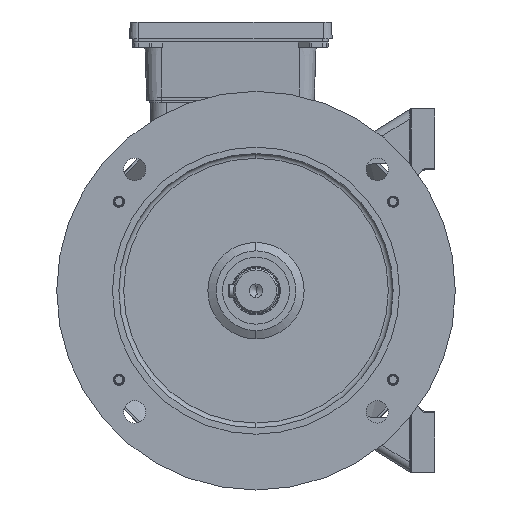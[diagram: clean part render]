
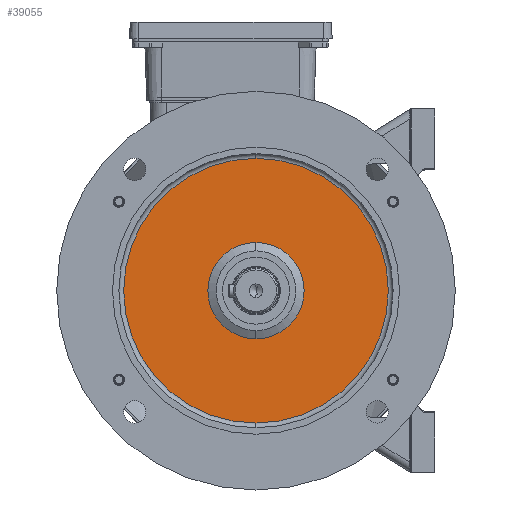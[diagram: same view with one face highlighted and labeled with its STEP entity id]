
A CAD part, left-side view. The second image highlights one B-rep face of the part: STEP entity #39055.
In plain terms, the highlighted planar face has unit normal (-1, 0, 0).
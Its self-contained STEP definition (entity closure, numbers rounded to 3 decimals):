
#1577 = ORIENTED_EDGE ( 'NONE', *, *, #36997, .F. ) ;
#7012 = VERTEX_POINT ( 'NONE', #51306 ) ;
#16404 = DIRECTION ( 'NONE',  ( 0., 0., -1. ) ) ;
#22985 = DIRECTION ( 'NONE',  ( -1., 0., 0. ) ) ;
#25888 = ORIENTED_EDGE ( 'NONE', *, *, #70816, .T. ) ;
#29761 = DIRECTION ( 'NONE',  ( -1., 0., 0. ) ) ;
#32470 = CARTESIAN_POINT ( 'NONE',  ( 12., 0., 0. ) ) ;
#33242 = EDGE_LOOP ( 'NONE', ( #43596, #1577 ) ) ;
#34256 = CARTESIAN_POINT ( 'NONE',  ( 12., 0., -30.196 ) ) ;
#36997 = EDGE_CURVE ( 'NONE', #90733, #43179, #59081, .T. ) ;
#38805 = EDGE_CURVE ( 'NONE', #43179, #90733, #49581, .T. ) ;
#39055 = ADVANCED_FACE ( 'NONE', ( #117601, #73100 ), #70668, .F. ) ;
#43179 = VERTEX_POINT ( 'NONE', #34256 ) ;
#43596 = ORIENTED_EDGE ( 'NONE', *, *, #38805, .F. ) ;
#45362 = DIRECTION ( 'NONE',  ( -1., 0., 0. ) ) ;
#49581 = CIRCLE ( 'NONE', #117739, 30.196 ) ;
#51306 = CARTESIAN_POINT ( 'NONE',  ( 12., 0., -83. ) ) ;
#51624 = CARTESIAN_POINT ( 'NONE',  ( 12., 0., 0. ) ) ;
#52212 = DIRECTION ( 'NONE',  ( 0., 0., 1. ) ) ;
#55984 = DIRECTION ( 'NONE',  ( 0., 0., 1. ) ) ;
#56052 = ORIENTED_EDGE ( 'NONE', *, *, #118715, .T. ) ;
#56920 = CARTESIAN_POINT ( 'NONE',  ( 12., 0., 0. ) ) ;
#59081 = CIRCLE ( 'NONE', #117490, 30.196 ) ;
#59769 = AXIS2_PLACEMENT_3D ( 'NONE', #32470, #105679, #87975 ) ;
#65747 = CARTESIAN_POINT ( 'NONE',  ( 12., 0., 0. ) ) ;
#70668 = PLANE ( 'NONE',  #82804 ) ;
#70816 = EDGE_CURVE ( 'NONE', #7012, #99187, #118058, .T. ) ;
#73100 = FACE_OUTER_BOUND ( 'NONE', #110941, .T. ) ;
#79147 = AXIS2_PLACEMENT_3D ( 'NONE', #51624, #22985, #52212 ) ;
#79267 = CARTESIAN_POINT ( 'NONE',  ( 12., 0., 30.196 ) ) ;
#82804 = AXIS2_PLACEMENT_3D ( 'NONE', #110272, #107875, #16404 ) ;
#86920 = CARTESIAN_POINT ( 'NONE',  ( 12., 0., 83. ) ) ;
#87975 = DIRECTION ( 'NONE',  ( 0., 0., 1. ) ) ;
#90733 = VERTEX_POINT ( 'NONE', #79267 ) ;
#99187 = VERTEX_POINT ( 'NONE', #86920 ) ;
#105679 = DIRECTION ( 'NONE',  ( -1., 0., 0. ) ) ;
#106279 = DIRECTION ( 'NONE',  ( 0., 0., 1. ) ) ;
#107875 = DIRECTION ( 'NONE',  ( 1., 0., 0. ) ) ;
#110272 = CARTESIAN_POINT ( 'NONE',  ( 12., 30.196, 0. ) ) ;
#110941 = EDGE_LOOP ( 'NONE', ( #56052, #25888 ) ) ;
#117490 = AXIS2_PLACEMENT_3D ( 'NONE', #65747, #29761, #55984 ) ;
#117601 = FACE_BOUND ( 'NONE', #33242, .T. ) ;
#117739 = AXIS2_PLACEMENT_3D ( 'NONE', #56920, #45362, #106279 ) ;
#118058 = CIRCLE ( 'NONE', #79147, 83. ) ;
#118715 = EDGE_CURVE ( 'NONE', #99187, #7012, #120101, .T. ) ;
#120101 = CIRCLE ( 'NONE', #59769, 83. ) ;
